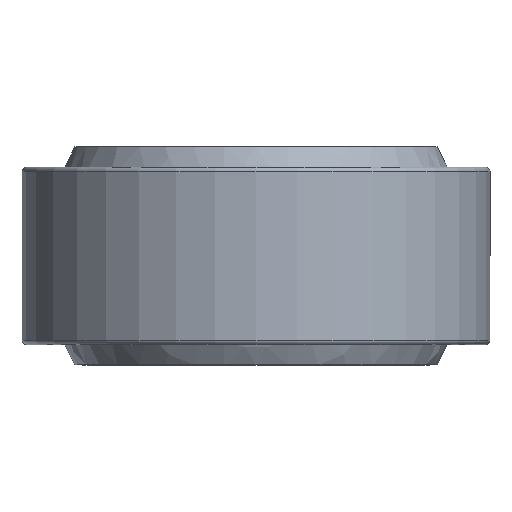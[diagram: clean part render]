
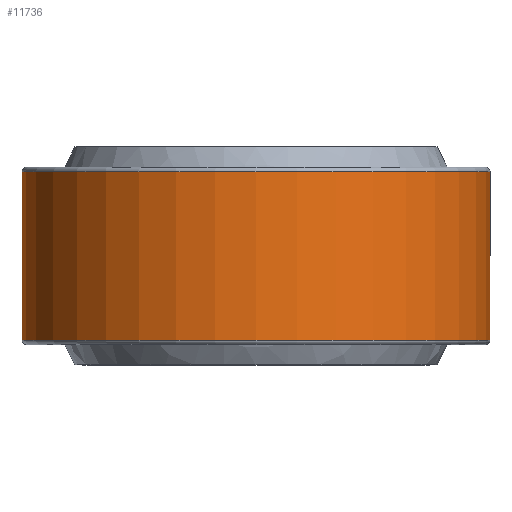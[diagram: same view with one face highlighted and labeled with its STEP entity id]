
A CAD part, front view. The second image highlights one B-rep face of the part: STEP entity #11736.
In plain terms, the highlighted cylindrical face has radius 52.496 mm (diameter 104.993 mm), a partial arc.
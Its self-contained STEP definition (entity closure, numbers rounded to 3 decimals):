
#157 = CARTESIAN_POINT ( 'NONE',  ( 0., 0., 18.9 ) ) ;
#2822 = CARTESIAN_POINT ( 'NONE',  ( 52.497, 0., 18.9 ) ) ;
#3338 = DIRECTION ( 'NONE',  ( -1., 0., 0. ) ) ;
#4464 = VERTEX_POINT ( 'NONE', #13530 ) ;
#4843 = DIRECTION ( 'NONE',  ( 0., 0., -1. ) ) ;
#5087 = CIRCLE ( 'NONE', #9504, 52.496 ) ;
#5171 = VERTEX_POINT ( 'NONE', #10766 ) ;
#5469 = DIRECTION ( 'NONE',  ( -1., 0., 0. ) ) ;
#5478 = EDGE_CURVE ( 'NONE', #8844, #22299, #20674, .T. ) ;
#5944 = CARTESIAN_POINT ( 'NONE',  ( -52.496, 0., -19.9 ) ) ;
#6578 = CARTESIAN_POINT ( 'NONE',  ( 0., 0., -19.9 ) ) ;
#6920 = FACE_OUTER_BOUND ( 'NONE', #21214, .T. ) ;
#7197 = AXIS2_PLACEMENT_3D ( 'NONE', #157, #12555, #5469 ) ;
#7463 = EDGE_CURVE ( 'NONE', #5171, #22299, #5087, .T. ) ;
#8844 = VERTEX_POINT ( 'NONE', #2822 ) ;
#9504 = AXIS2_PLACEMENT_3D ( 'NONE', #22592, #13699, #17133 ) ;
#10766 = CARTESIAN_POINT ( 'NONE',  ( -52.496, 0., -18.9 ) ) ;
#11736 = ADVANCED_FACE ( 'NONE', ( #6920 ), #14001, .T. ) ;
#12555 = DIRECTION ( 'NONE',  ( 0., 0., -1. ) ) ;
#13530 = CARTESIAN_POINT ( 'NONE',  ( -52.496, 0., 18.9 ) ) ;
#13699 = DIRECTION ( 'NONE',  ( 0., 0., 1. ) ) ;
#13764 = CARTESIAN_POINT ( 'NONE',  ( 52.496, 0., -19.9 ) ) ;
#14001 = CYLINDRICAL_SURFACE ( 'NONE', #21713, 52.496 ) ;
#14946 = CIRCLE ( 'NONE', #7197, 52.496 ) ;
#16114 = ORIENTED_EDGE ( 'NONE', *, *, #22757, .T. ) ;
#16852 = CARTESIAN_POINT ( 'NONE',  ( 52.496, 0., -18.9 ) ) ;
#17133 = DIRECTION ( 'NONE',  ( 1., 0., 0. ) ) ;
#18174 = ORIENTED_EDGE ( 'NONE', *, *, #18748, .T. ) ;
#18318 = DIRECTION ( 'NONE',  ( 0., 0., -1. ) ) ;
#18439 = LINE ( 'NONE', #5944, #20252 ) ;
#18599 = VECTOR ( 'NONE', #20785, 1000. ) ;
#18748 = EDGE_CURVE ( 'NONE', #4464, #5171, #18439, .T. ) ;
#19289 = ORIENTED_EDGE ( 'NONE', *, *, #7463, .T. ) ;
#20252 = VECTOR ( 'NONE', #18318, 1000. ) ;
#20674 = LINE ( 'NONE', #13764, #18599 ) ;
#20785 = DIRECTION ( 'NONE',  ( 0., 0., -1. ) ) ;
#21214 = EDGE_LOOP ( 'NONE', ( #22818, #16114, #18174, #19289 ) ) ;
#21713 = AXIS2_PLACEMENT_3D ( 'NONE', #6578, #4843, #3338 ) ;
#22299 = VERTEX_POINT ( 'NONE', #16852 ) ;
#22592 = CARTESIAN_POINT ( 'NONE',  ( 0., 0., -18.9 ) ) ;
#22757 = EDGE_CURVE ( 'NONE', #8844, #4464, #14946, .T. ) ;
#22818 = ORIENTED_EDGE ( 'NONE', *, *, #5478, .F. ) ;
